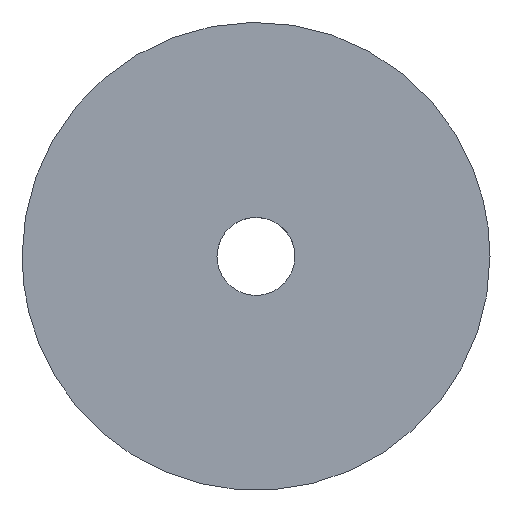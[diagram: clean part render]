
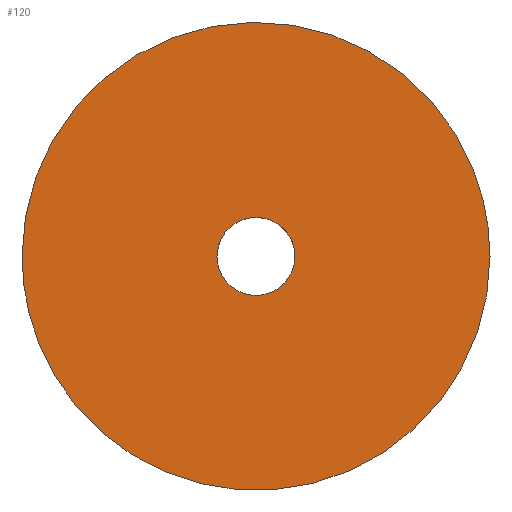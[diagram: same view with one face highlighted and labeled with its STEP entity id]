
A CAD part, top view. The second image highlights one B-rep face of the part: STEP entity #120.
In plain terms, the highlighted planar face has unit normal (0, 0, 1).
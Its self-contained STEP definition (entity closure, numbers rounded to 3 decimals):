
#120=ADVANCED_FACE('',(#217,#218),#216,.F.);
#216=PLANE('',#385);
#217=FACE_OUTER_BOUND('',#386,.T.);
#218=FACE_BOUND('',#387,.T.);
#382=CARTESIAN_POINT('',(14.4,-15.124,10.));
#383=DIRECTION('',(0.,0.,-1.));
#384=DIRECTION('',(-1.,0.,0.));
#385=AXIS2_PLACEMENT_3D('',#382,#383,#384);
#386=EDGE_LOOP('',(#541,#542,#543,#544,#545));
#387=EDGE_LOOP('',(#546,#547,#548));
#541=ORIENTED_EDGE('',*,*,#635,.F.);
#542=ORIENTED_EDGE('',*,*,#636,.F.);
#543=ORIENTED_EDGE('',*,*,#637,.F.);
#544=ORIENTED_EDGE('',*,*,#638,.F.);
#545=ORIENTED_EDGE('',*,*,#639,.F.);
#546=ORIENTED_EDGE('',*,*,#640,.T.);
#547=ORIENTED_EDGE('',*,*,#641,.T.);
#548=ORIENTED_EDGE('',*,*,#642,.T.);
#635=EDGE_CURVE('',#848,#849,#850,.T.);
#636=EDGE_CURVE('',#856,#848,#857,.T.);
#637=EDGE_CURVE('',#863,#856,#864,.T.);
#638=EDGE_CURVE('',#870,#863,#871,.T.);
#639=EDGE_CURVE('',#849,#870,#877,.T.);
#640=EDGE_CURVE('',#883,#884,#885,.T.);
#641=EDGE_CURVE('',#884,#891,#892,.T.);
#642=EDGE_CURVE('',#891,#883,#898,.T.);
#848=VERTEX_POINT('',#1157);
#849=VERTEX_POINT('',#1158);
#850=CIRCLE('',#1162,12.);
#856=VERTEX_POINT('',#1163);
#857=CIRCLE('',#1167,12.);
#863=VERTEX_POINT('',#1168);
#864=CIRCLE('',#1172,12.);
#870=VERTEX_POINT('',#1173);
#871=CIRCLE('',#1177,12.);
#877=CIRCLE('',#1181,12.);
#883=VERTEX_POINT('',#1182);
#884=VERTEX_POINT('',#1183);
#885=CIRCLE('',#1187,2.);
#891=VERTEX_POINT('',#1188);
#892=CIRCLE('',#1192,2.);
#898=CIRCLE('',#1196,2.);
#1157=CARTESIAN_POINT('',(-11.158,-4.415,10.));
#1158=CARTESIAN_POINT('',(-12.,0.,10.));
#1159=CARTESIAN_POINT('',(0.,0.,10.));
#1160=DIRECTION('',(0.,0.,-1.));
#1161=DIRECTION('',(0.93,0.368,0.));
#1162=AXIS2_PLACEMENT_3D('',#1159,#1160,#1161);
#1163=CARTESIAN_POINT('',(0.942,-11.963,10.));
#1164=CARTESIAN_POINT('',(0.,0.,10.));
#1165=DIRECTION('',(0.,0.,-1.));
#1166=DIRECTION('',(-0.078,0.997,0.));
#1167=AXIS2_PLACEMENT_3D('',#1164,#1165,#1166);
#1168=CARTESIAN_POINT('',(12.,0.,10.));
#1169=CARTESIAN_POINT('',(0.,0.,10.));
#1170=DIRECTION('',(0.,0.,-1.));
#1171=DIRECTION('',(-1.,0.,0.));
#1172=AXIS2_PLACEMENT_3D('',#1169,#1170,#1171);
#1173=CARTESIAN_POINT('',(11.158,4.415,10.));
#1174=CARTESIAN_POINT('',(0.,0.,10.));
#1175=DIRECTION('',(0.,0.,-1.));
#1176=DIRECTION('',(1.,0.,0.));
#1177=AXIS2_PLACEMENT_3D('',#1174,#1175,#1176);
#1178=CARTESIAN_POINT('',(0.,0.,10.));
#1179=DIRECTION('',(0.,0.,-1.));
#1180=DIRECTION('',(1.,0.,0.));
#1181=AXIS2_PLACEMENT_3D('',#1178,#1179,#1180);
#1182=CARTESIAN_POINT('',(-2.,0.,10.));
#1183=CARTESIAN_POINT('',(-0.236,1.986,10.));
#1184=CARTESIAN_POINT('',(0.,0.,10.));
#1185=DIRECTION('',(0.,0.,-1.));
#1186=DIRECTION('',(-1.,0.,0.));
#1187=AXIS2_PLACEMENT_3D('',#1184,#1185,#1186);
#1188=CARTESIAN_POINT('',(0.236,-1.986,10.));
#1189=CARTESIAN_POINT('',(0.,0.,10.));
#1190=DIRECTION('',(0.,0.,-1.));
#1191=DIRECTION('',(-1.,0.,0.));
#1192=AXIS2_PLACEMENT_3D('',#1189,#1190,#1191);
#1193=CARTESIAN_POINT('',(0.,0.,10.));
#1194=DIRECTION('',(0.,0.,-1.));
#1195=DIRECTION('',(-1.,0.,0.));
#1196=AXIS2_PLACEMENT_3D('',#1193,#1194,#1195);
